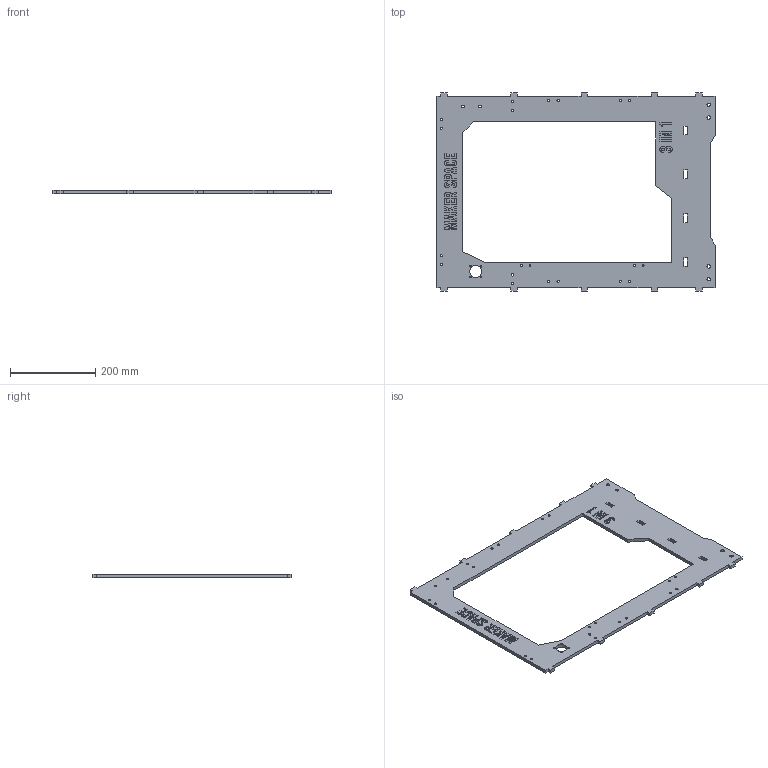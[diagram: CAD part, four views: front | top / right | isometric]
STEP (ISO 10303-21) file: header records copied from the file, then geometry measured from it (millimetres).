
FILE_DESCRIPTION (( 'STEP AP214' ), '1' );
FILE_NAME ('Front panel.STEP', '2019-07-07T22:49:27', ( '' ), ( '' ), 'SwSTEP 2.0', 'SolidWorks 2018', '' );
FILE_SCHEMA (( 'AUTOMOTIVE_DESIGN' ));
Length unit declared in the file: millimetre
Products named in the file (1): Front panel
Bounding box: 654.34 x 466.3 x 8 mm (x, y, z)
Volume: 1083110.6 mm3; surface area: 313891.3 mm2
Topology: 1 solids, 1 shells, 336 faces, 948 edges, 632 vertices
Faces by surface type: plane 233, cylinder 62, bspline 41
Entity records: 16294 total; most frequent: CARTESIAN_POINT 4110, ORIENTED_EDGE 1896, DIRECTION 1582, EDGE_CURVE 948, VECTOR 742, LINE 742, VERTEX_POINT 632, EDGE_LOOP 426
